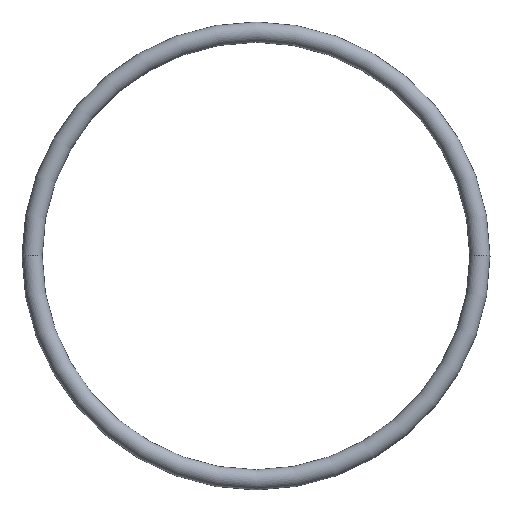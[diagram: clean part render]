
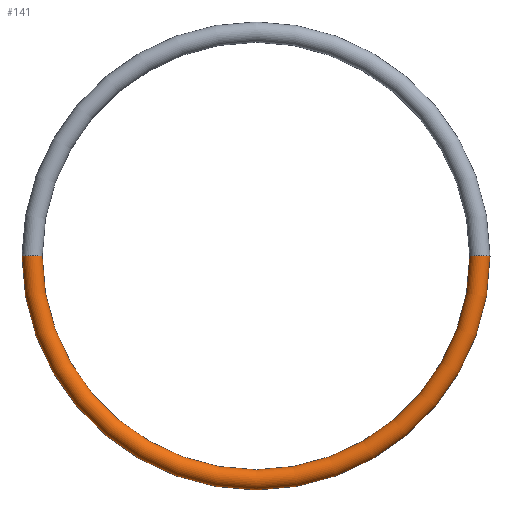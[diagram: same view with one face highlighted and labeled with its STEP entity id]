
A CAD part, top view. The second image highlights one B-rep face of the part: STEP entity #141.
In plain terms, the highlighted toroidal (fillet/blend) face has major radius 28.931 mm and minor radius 1.308 mm.
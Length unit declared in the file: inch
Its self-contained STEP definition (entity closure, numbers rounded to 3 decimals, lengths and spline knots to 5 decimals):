
#10 = CARTESIAN_POINT ( 'NONE',  ( 0., 0., 0. ) ) ;
#12 = CARTESIAN_POINT ( 'NONE',  ( 1.139, 0., 0. ) ) ;
#25 = CIRCLE ( 'NONE', #171, 0.0515 ) ;
#35 = CIRCLE ( 'NONE', #55, 1.0875 ) ;
#36 = AXIS2_PLACEMENT_3D ( 'NONE', #10, #74, #60 ) ;
#38 = DIRECTION ( 'NONE',  ( 0., 0., 1. ) ) ;
#39 = CARTESIAN_POINT ( 'NONE',  ( -1.139, 0., 0. ) ) ;
#41 = VERTEX_POINT ( 'NONE', #166 ) ;
#44 = EDGE_CURVE ( 'NONE', #41, #57, #35, .T. ) ;
#46 = EDGE_CURVE ( 'NONE', #180, #126, #71, .T. ) ;
#49 = ORIENTED_EDGE ( 'NONE', *, *, #115, .F. ) ;
#50 = TOROIDAL_SURFACE ( 'NONE', #140, 1.139, 0.0515 ) ;
#55 = AXIS2_PLACEMENT_3D ( 'NONE', #103, #38, #181 ) ;
#57 = VERTEX_POINT ( 'NONE', #182 ) ;
#60 = DIRECTION ( 'NONE',  ( 1., 0., 0. ) ) ;
#70 = DIRECTION ( 'NONE',  ( 0., 0., -1. ) ) ;
#71 = CIRCLE ( 'NONE', #36, 1.1905 ) ;
#74 = DIRECTION ( 'NONE',  ( 0., 0., 1. ) ) ;
#81 = EDGE_CURVE ( 'NONE', #126, #57, #83, .T. ) ;
#83 = CIRCLE ( 'NONE', #196, 0.0515 ) ;
#87 = FACE_OUTER_BOUND ( 'NONE', #145, .T. ) ;
#91 = DIRECTION ( 'NONE',  ( 1., 0., 0. ) ) ;
#103 = CARTESIAN_POINT ( 'NONE',  ( 0., 0., 0. ) ) ;
#105 = DIRECTION ( 'NONE',  ( 0., -1., 0. ) ) ;
#112 = ORIENTED_EDGE ( 'NONE', *, *, #46, .T. ) ;
#115 = EDGE_CURVE ( 'NONE', #180, #41, #25, .T. ) ;
#117 = ORIENTED_EDGE ( 'NONE', *, *, #44, .F. ) ;
#126 = VERTEX_POINT ( 'NONE', #136 ) ;
#136 = CARTESIAN_POINT ( 'NONE',  ( 1.1905, 0., 0. ) ) ;
#140 = AXIS2_PLACEMENT_3D ( 'NONE', #189, #152, #91 ) ;
#141 = ADVANCED_FACE ( 'NONE', ( #87 ), #50, .T. ) ;
#145 = EDGE_LOOP ( 'NONE', ( #49, #112, #174, #117 ) ) ;
#152 = DIRECTION ( 'NONE',  ( 0., 0., 1. ) ) ;
#166 = CARTESIAN_POINT ( 'NONE',  ( -1.0875, 0., 0. ) ) ;
#168 = DIRECTION ( 'NONE',  ( 0., 1., 0. ) ) ;
#171 = AXIS2_PLACEMENT_3D ( 'NONE', #39, #168, #192 ) ;
#174 = ORIENTED_EDGE ( 'NONE', *, *, #81, .T. ) ;
#177 = CARTESIAN_POINT ( 'NONE',  ( -1.1905, 0., 0. ) ) ;
#180 = VERTEX_POINT ( 'NONE', #177 ) ;
#181 = DIRECTION ( 'NONE',  ( 1., 0., 0. ) ) ;
#182 = CARTESIAN_POINT ( 'NONE',  ( 1.0875, 0., 0. ) ) ;
#189 = CARTESIAN_POINT ( 'NONE',  ( 0., 0., 0. ) ) ;
#192 = DIRECTION ( 'NONE',  ( -1., 0., 0. ) ) ;
#196 = AXIS2_PLACEMENT_3D ( 'NONE', #12, #105, #70 ) ;
